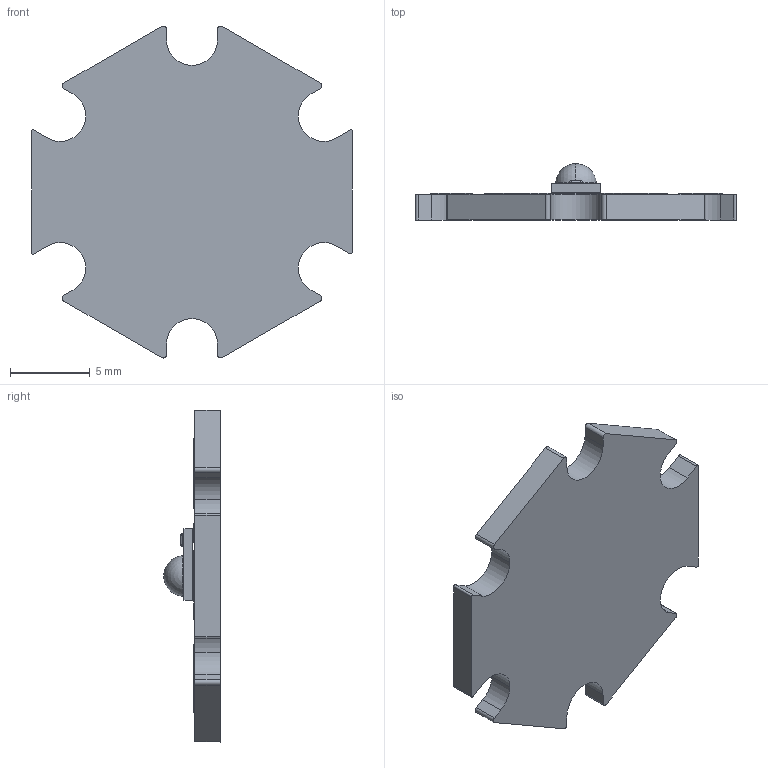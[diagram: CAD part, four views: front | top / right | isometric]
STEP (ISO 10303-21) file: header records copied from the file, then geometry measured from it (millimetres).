
FILE_DESCRIPTION (( 'STEP AP214' ), '1' );
FILE_NAME ('SP-01.STEP', '2014-07-26T20:02:26', ( 'MainServer' ), ( '' ), 'SwSTEP 2.0', 'SolidWorks 2014', '' );
FILE_SCHEMA (( 'AUTOMOTIVE_DESIGN' ));
Length unit declared in the file: inch
Products named in the file (3): Luxeon Rebel ES; SP-01 Base; SP-01
Assembly tree (2 placements, depth 2):
  SP-01
    SP-01 Base
    Luxeon Rebel ES
Bounding box: 20.12 x 3.55 x 20.83 mm (x, y, z)
Volume: 484.8 mm3; surface area: 773.4 mm2
Topology: 2 solids, 2 shells, 448 faces, 1180 edges, 777 vertices
Faces by surface type: plane 278, bspline 88, cylinder 70, sphere 6, torus 6
Entity records: 24080 total; most frequent: CARTESIAN_POINT 7582, ORIENTED_EDGE 2352, DIRECTION 1882, EDGE_CURVE 1176, VECTOR 848, LINE 848, VERTEX_POINT 777, AXIS2_PLACEMENT_3D 517
